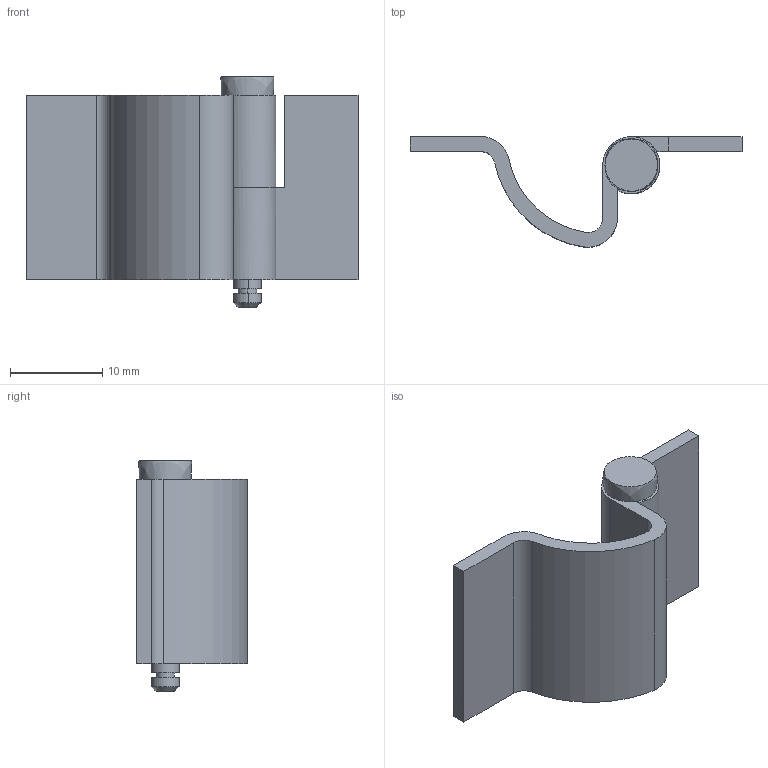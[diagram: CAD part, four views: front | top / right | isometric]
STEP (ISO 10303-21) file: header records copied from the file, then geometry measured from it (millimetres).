
FILE_DESCRIPTION((''),'2;1');
FILE_NAME('','2005-04-20T09:44:31',(''),(''),'','CADfix','');
FILE_SCHEMA(('AUTOMOTIVE_DESIGN'));
Length unit declared in the file: millimetre
Products named in the file (4): hinge piece_B_mr; hinge piece_A_mr; shaft; TH_54_1_R_10933_36
Assembly tree (3 placements, depth 2):
  TH_54_1_R_10933_36
    hinge piece_B_mr
    hinge piece_A_mr
    shaft
Bounding box: 36 x 12 x 25 mm (x, y, z)
Volume: 1937.9 mm3; surface area: 2813.9 mm2
Topology: 3 solids, 3 shells, 42 faces, 114 edges, 82 vertices
Faces by surface type: bspline 42
Entity records: 1530 total; most frequent: CARTESIAN_POINT 782, ORIENTED_EDGE 228, EDGE_CURVE 114, VERTEX_POINT 82, QUASI_UNIFORM_CURVE 60, EDGE_LOOP 46, FACE_OUTER_BOUND 42, ADVANCED_FACE 42
